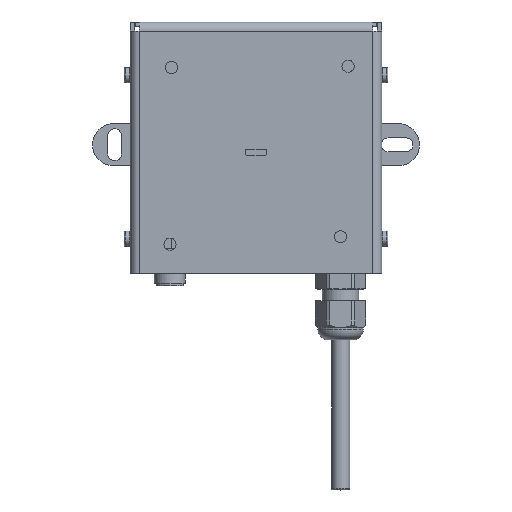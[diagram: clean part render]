
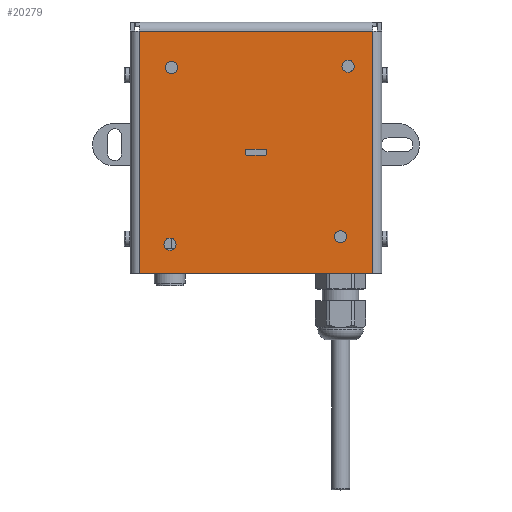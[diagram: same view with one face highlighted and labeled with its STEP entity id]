
A CAD part, top view. The second image highlights one B-rep face of the part: STEP entity #20279.
In plain terms, the highlighted face is planar.
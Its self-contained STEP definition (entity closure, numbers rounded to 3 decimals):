
#989=FACE_BOUND('',#8087,.T.);
#990=FACE_BOUND('',#8088,.T.);
#991=FACE_BOUND('',#8089,.T.);
#992=FACE_BOUND('',#8090,.T.);
#993=FACE_BOUND('',#8091,.T.);
#1313=PLANE('',#22130);
#2087=LINE('',#29948,#4234);
#2093=LINE('',#29963,#4240);
#2097=LINE('',#29975,#4244);
#2100=LINE('',#29984,#4247);
#2515=LINE('',#31149,#4662);
#2528=LINE('',#31180,#4675);
#2536=LINE('',#31203,#4683);
#2541=LINE('',#31219,#4688);
#4234=VECTOR('',#24155,10.);
#4240=VECTOR('',#24169,10.);
#4244=VECTOR('',#24181,10.);
#4247=VECTOR('',#24192,10.);
#4662=VECTOR('',#25319,10.);
#4675=VECTOR('',#25358,10.);
#4683=VECTOR('',#25388,10.);
#4688=VECTOR('',#25413,10.);
#6844=FACE_OUTER_BOUND('',#8086,.T.);
#8086=EDGE_LOOP('',(#16303,#16304,#16305,#16306));
#8087=EDGE_LOOP('',(#16307));
#8088=EDGE_LOOP('',(#16308));
#8089=EDGE_LOOP('',(#16309));
#8090=EDGE_LOOP('',(#16310));
#8091=EDGE_LOOP('',(#16311,#16312,#16313,#16314,#16315,#16316,#16317,#16318));
#8987=CIRCLE('',#21726,0.5);
#8989=CIRCLE('',#21730,0.5);
#8991=CIRCLE('',#21734,0.5);
#8993=CIRCLE('',#21738,0.5);
#9151=CIRCLE('',#22080,2.);
#9153=CIRCLE('',#22083,2.);
#9155=CIRCLE('',#22086,2.);
#9157=CIRCLE('',#22089,2.);
#9747=VERTEX_POINT('',#29938);
#9748=VERTEX_POINT('',#29939);
#9751=VERTEX_POINT('',#29947);
#9753=VERTEX_POINT('',#29953);
#9754=VERTEX_POINT('',#29954);
#9757=VERTEX_POINT('',#29965);
#9758=VERTEX_POINT('',#29966);
#9761=VERTEX_POINT('',#29977);
#10136=VERTEX_POINT('',#31094);
#10138=VERTEX_POINT('',#31100);
#10140=VERTEX_POINT('',#31106);
#10142=VERTEX_POINT('',#31112);
#10155=VERTEX_POINT('',#31146);
#10156=VERTEX_POINT('',#31148);
#10161=VERTEX_POINT('',#31178);
#10165=VERTEX_POINT('',#31202);
#11710=EDGE_CURVE('',#9747,#9748,#8987,.T.);
#11714=EDGE_CURVE('',#9751,#9748,#2087,.T.);
#11717=EDGE_CURVE('',#9753,#9754,#8989,.T.);
#11722=EDGE_CURVE('',#9747,#9754,#2093,.T.);
#11723=EDGE_CURVE('',#9757,#9758,#8991,.T.);
#11728=EDGE_CURVE('',#9753,#9758,#2097,.T.);
#11729=EDGE_CURVE('',#9751,#9761,#8993,.T.);
#11733=EDGE_CURVE('',#9757,#9761,#2100,.T.);
#12287=EDGE_CURVE('',#10136,#10136,#9151,.T.);
#12290=EDGE_CURVE('',#10138,#10138,#9153,.T.);
#12293=EDGE_CURVE('',#10140,#10140,#9155,.T.);
#12296=EDGE_CURVE('',#10142,#10142,#9157,.T.);
#12313=EDGE_CURVE('',#10156,#10155,#2515,.T.);
#12330=EDGE_CURVE('',#10155,#10161,#2528,.T.);
#12342=EDGE_CURVE('',#10165,#10156,#2536,.T.);
#12350=EDGE_CURVE('',#10165,#10161,#2541,.T.);
#16303=ORIENTED_EDGE('',*,*,#12313,.T.);
#16304=ORIENTED_EDGE('',*,*,#12330,.T.);
#16305=ORIENTED_EDGE('',*,*,#12350,.F.);
#16306=ORIENTED_EDGE('',*,*,#12342,.T.);
#16307=ORIENTED_EDGE('',*,*,#12287,.T.);
#16308=ORIENTED_EDGE('',*,*,#12290,.T.);
#16309=ORIENTED_EDGE('',*,*,#12293,.T.);
#16310=ORIENTED_EDGE('',*,*,#12296,.T.);
#16311=ORIENTED_EDGE('',*,*,#11728,.T.);
#16312=ORIENTED_EDGE('',*,*,#11723,.F.);
#16313=ORIENTED_EDGE('',*,*,#11733,.T.);
#16314=ORIENTED_EDGE('',*,*,#11729,.F.);
#16315=ORIENTED_EDGE('',*,*,#11714,.T.);
#16316=ORIENTED_EDGE('',*,*,#11710,.F.);
#16317=ORIENTED_EDGE('',*,*,#11722,.T.);
#16318=ORIENTED_EDGE('',*,*,#11717,.F.);
#20279=ADVANCED_FACE('',(#6844,#989,#990,#991,#992,#993),#1313,.F.);
#21726=AXIS2_PLACEMENT_3D('',#29940,#24147,#24148);
#21730=AXIS2_PLACEMENT_3D('',#29955,#24160,#24161);
#21734=AXIS2_PLACEMENT_3D('',#29967,#24172,#24173);
#21738=AXIS2_PLACEMENT_3D('',#29978,#24184,#24185);
#22080=AXIS2_PLACEMENT_3D('',#31095,#25268,#25269);
#22083=AXIS2_PLACEMENT_3D('',#31101,#25275,#25276);
#22086=AXIS2_PLACEMENT_3D('',#31107,#25282,#25283);
#22089=AXIS2_PLACEMENT_3D('',#31113,#25289,#25290);
#22130=AXIS2_PLACEMENT_3D('',#31218,#25411,#25412);
#24147=DIRECTION('center_axis',(0.,0.,-1.));
#24148=DIRECTION('ref_axis',(0.707,0.707,0.));
#24155=DIRECTION('',(0.,1.,0.));
#24160=DIRECTION('center_axis',(0.,0.,-1.));
#24161=DIRECTION('ref_axis',(-0.707,0.707,0.));
#24169=DIRECTION('',(-1.,0.,0.));
#24172=DIRECTION('center_axis',(0.,0.,-1.));
#24173=DIRECTION('ref_axis',(-0.707,-0.707,0.));
#24181=DIRECTION('',(0.,-1.,0.));
#24184=DIRECTION('center_axis',(0.,0.,-1.));
#24185=DIRECTION('ref_axis',(0.707,-0.707,0.));
#24192=DIRECTION('',(1.,0.,0.));
#25268=DIRECTION('center_axis',(0.,0.,1.));
#25269=DIRECTION('ref_axis',(1.,0.,0.));
#25275=DIRECTION('center_axis',(0.,0.,1.));
#25276=DIRECTION('ref_axis',(1.,0.,0.));
#25282=DIRECTION('center_axis',(0.,0.,1.));
#25283=DIRECTION('ref_axis',(1.,0.,0.));
#25289=DIRECTION('center_axis',(0.,0.,1.));
#25290=DIRECTION('ref_axis',(1.,0.,0.));
#25319=DIRECTION('',(1.,0.,0.));
#25358=DIRECTION('',(0.,-1.,0.));
#25388=DIRECTION('',(0.,1.,0.));
#25411=DIRECTION('center_axis',(0.,0.,1.));
#25412=DIRECTION('ref_axis',(1.,0.,0.));
#25413=DIRECTION('',(1.,0.,0.));
#29938=CARTESIAN_POINT('',(44.5,41.,0.));
#29939=CARTESIAN_POINT('',(45.,40.5,0.));
#29940=CARTESIAN_POINT('Origin',(44.5,40.5,0.));
#29947=CARTESIAN_POINT('',(45.,39.5,0.));
#29948=CARTESIAN_POINT('',(45.,40.25,0.));
#29953=CARTESIAN_POINT('',(38.,40.5,0.));
#29954=CARTESIAN_POINT('',(38.5,41.,0.));
#29955=CARTESIAN_POINT('Origin',(38.5,40.5,0.));
#29963=CARTESIAN_POINT('',(43.25,41.,0.));
#29965=CARTESIAN_POINT('',(38.5,39.,0.));
#29966=CARTESIAN_POINT('',(38.,39.5,0.));
#29967=CARTESIAN_POINT('Origin',(38.5,39.5,0.));
#29975=CARTESIAN_POINT('',(38.,41.25,0.));
#29977=CARTESIAN_POINT('',(44.5,39.,0.));
#29978=CARTESIAN_POINT('Origin',(44.5,39.5,0.));
#29984=CARTESIAN_POINT('',(39.75,39.,0.));
#31094=CARTESIAN_POINT('',(67.9,9.6,0.));
#31095=CARTESIAN_POINT('Origin',(69.9,9.6,0.));
#31100=CARTESIAN_POINT('',(11.57,12.07,0.));
#31101=CARTESIAN_POINT('Origin',(13.57,12.07,0.));
#31106=CARTESIAN_POINT('',(67.431,67.931,0.));
#31107=CARTESIAN_POINT('Origin',(69.431,67.931,0.));
#31112=CARTESIAN_POINT('',(9.1,68.4,0.));
#31113=CARTESIAN_POINT('Origin',(11.1,68.4,0.));
#31146=CARTESIAN_POINT('',(80.,80.,0.));
#31148=CARTESIAN_POINT('',(3.,80.,0.));
#31149=CARTESIAN_POINT('',(60.75,80.,0.));
#31178=CARTESIAN_POINT('',(80.,0.,0.));
#31180=CARTESIAN_POINT('',(80.,20.75,0.));
#31202=CARTESIAN_POINT('',(3.,0.,0.));
#31203=CARTESIAN_POINT('',(3.,60.75,0.));
#31218=CARTESIAN_POINT('Origin',(41.5,41.5,0.));
#31219=CARTESIAN_POINT('',(0.,0.,0.));
